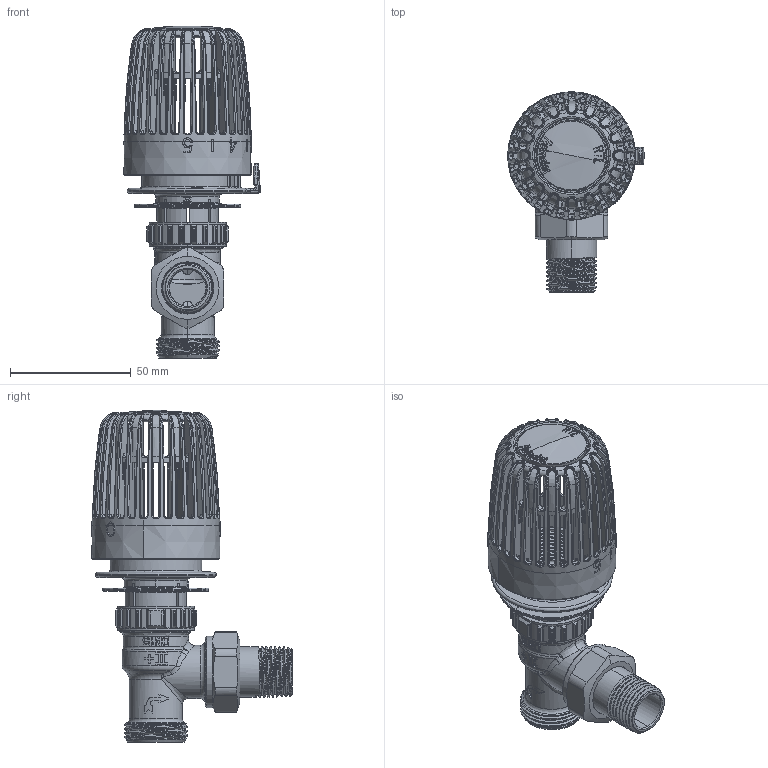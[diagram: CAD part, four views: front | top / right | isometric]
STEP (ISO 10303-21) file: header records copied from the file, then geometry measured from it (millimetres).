
FILE_DESCRIPTION((''),'2;1');
FILE_NAME('9153-22-376-KOPF_SW0001','2016-06-07T',('marann'),(''),'PRO/ENGINEER BY PARAMETRIC TECHNOLOGY CORPORATION, 2011490','PRO/ENGINEER BY PARAMETRIC TECHNOLOGY CORPORATION, 2011490','');
FILE_SCHEMA(('CONFIG_CONTROL_DESIGN'));
Length unit declared in the file: millimetre
Products named in the file (1): 9153-22-376-KOPF_SW0001
Bounding box: 56.62 x 83.08 x 137.4 mm (x, y, z)
Volume: 61625.4 mm3; surface area: 66949.7 mm2
Topology: 12 solids, 12 shells, 3667 faces, 10223 edges, 6536 vertices
Faces by surface type: plane 1484, cylinder 832, bspline 589, torus 378, cone 351, sphere 33
Entity records: 170176 total; most frequent: CARTESIAN_POINT 83538, ORIENTED_EDGE 20438, DIRECTION 15322, EDGE_CURVE 10219, VERTEX_POINT 6536, AXIS2_PLACEMENT_3D 5873, B_SPLINE_CURVE_WITH_KNOTS 3848, EDGE_LOOP 3747
